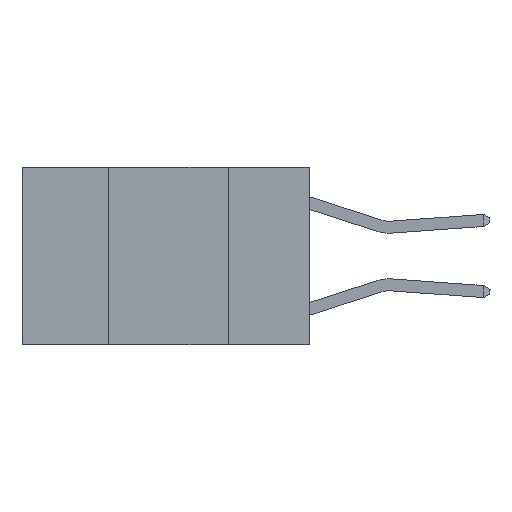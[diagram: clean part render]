
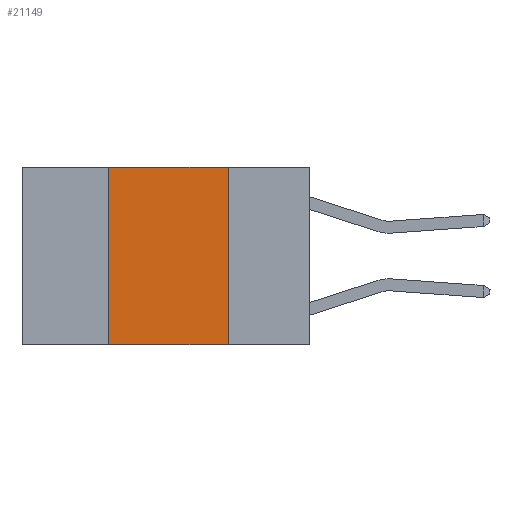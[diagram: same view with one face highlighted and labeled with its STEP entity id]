
A CAD part, left-side view. The second image highlights one B-rep face of the part: STEP entity #21149.
In plain terms, the highlighted planar face has unit normal (-1, 0, 0).
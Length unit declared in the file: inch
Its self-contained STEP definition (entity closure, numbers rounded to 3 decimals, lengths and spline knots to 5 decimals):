
#335 = CARTESIAN_POINT ( 'NONE',  ( 0., 0.6, 0. ) ) ;
#1822 = FACE_OUTER_BOUND ( 'NONE', #9833, .T. ) ;
#2156 = CARTESIAN_POINT ( 'NONE',  ( 0., 0.17, -0.37 ) ) ;
#3220 = VECTOR ( 'NONE', #17650, 39.37008 ) ;
#3298 = VECTOR ( 'NONE', #9898, 39.37008 ) ;
#3603 = AXIS2_PLACEMENT_3D ( 'NONE', #335, #17884, #6219 ) ;
#5988 = CARTESIAN_POINT ( 'NONE',  ( 0., 0.6, 0. ) ) ;
#6219 = DIRECTION ( 'NONE',  ( 0., 0., -1. ) ) ;
#7040 = LINE ( 'NONE', #17950, #11636 ) ;
#8171 = ORIENTED_EDGE ( 'NONE', *, *, #8494, .T. ) ;
#8494 = EDGE_CURVE ( 'NONE', #14693, #23408, #7040, .T. ) ;
#8516 = LINE ( 'NONE', #23421, #3298 ) ;
#8611 = CARTESIAN_POINT ( 'NONE',  ( 0., 0.17, 0. ) ) ;
#8774 = CARTESIAN_POINT ( 'NONE',  ( 0., 0.42, -0.37 ) ) ;
#9534 = ORIENTED_EDGE ( 'NONE', *, *, #14412, .F. ) ;
#9753 = ORIENTED_EDGE ( 'NONE', *, *, #15748, .F. ) ;
#9833 = EDGE_LOOP ( 'NONE', ( #9534, #9753, #10202, #8171 ) ) ;
#9898 = DIRECTION ( 'NONE',  ( 0., 0., -1. ) ) ;
#10202 = ORIENTED_EDGE ( 'NONE', *, *, #22621, .F. ) ;
#10211 = DIRECTION ( 'NONE',  ( 0., -1., 0. ) ) ;
#11418 = VERTEX_POINT ( 'NONE', #18680 ) ;
#11545 = LINE ( 'NONE', #16381, #16083 ) ;
#11636 = VECTOR ( 'NONE', #10211, 39.37008 ) ;
#14412 = EDGE_CURVE ( 'NONE', #21320, #23408, #8516, .T. ) ;
#14693 = VERTEX_POINT ( 'NONE', #8774 ) ;
#15748 = EDGE_CURVE ( 'NONE', #11418, #21320, #18767, .T. ) ;
#16083 = VECTOR ( 'NONE', #20241, 39.37008 ) ;
#16381 = CARTESIAN_POINT ( 'NONE',  ( 0., 0.42, 0. ) ) ;
#17650 = DIRECTION ( 'NONE',  ( 0., -1., 0. ) ) ;
#17884 = DIRECTION ( 'NONE',  ( 1., 0., 0. ) ) ;
#17950 = CARTESIAN_POINT ( 'NONE',  ( 0., 0.6, -0.37 ) ) ;
#18680 = CARTESIAN_POINT ( 'NONE',  ( 0., 0.42, 0. ) ) ;
#18767 = LINE ( 'NONE', #5988, #3220 ) ;
#20241 = DIRECTION ( 'NONE',  ( 0., 0., 1. ) ) ;
#21149 = ADVANCED_FACE ( 'NONE', ( #1822 ), #21659, .F. ) ;
#21320 = VERTEX_POINT ( 'NONE', #8611 ) ;
#21659 = PLANE ( 'NONE',  #3603 ) ;
#22621 = EDGE_CURVE ( 'NONE', #14693, #11418, #11545, .T. ) ;
#23408 = VERTEX_POINT ( 'NONE', #2156 ) ;
#23421 = CARTESIAN_POINT ( 'NONE',  ( 0., 0.17, 0. ) ) ;
